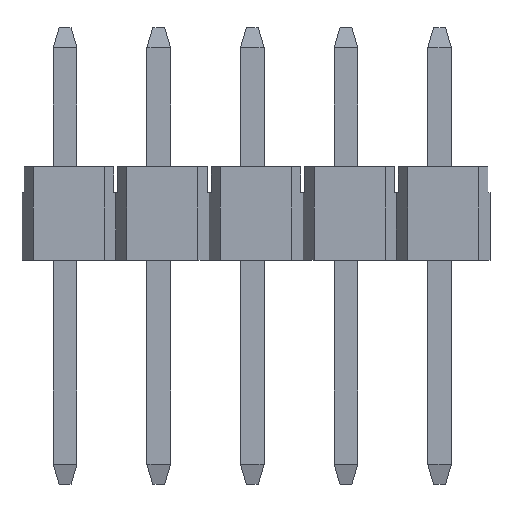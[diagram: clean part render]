
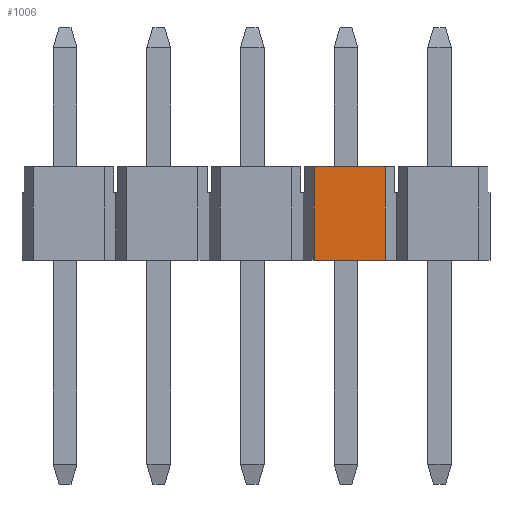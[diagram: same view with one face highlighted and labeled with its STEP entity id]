
A CAD part, top view. The second image highlights one B-rep face of the part: STEP entity #1006.
In plain terms, the highlighted planar face has unit normal (0, 0, 1).
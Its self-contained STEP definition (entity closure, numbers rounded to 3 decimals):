
#944=VERTEX_POINT('',#2494);
#1006=ADVANCED_FACE('',(#2565),#2566,.T.);
#1070=EDGE_CURVE('',#1110,#2102,#2636,.T.);
#1086=EDGE_CURVE('',#1534,#1110,#2653,.T.);
#1110=VERTEX_POINT('',#2679);
#1422=EDGE_CURVE('',#944,#2102,#3022,.T.);
#1534=VERTEX_POINT('',#3147);
#2102=VERTEX_POINT('',#3782);
#2176=EDGE_CURVE('',#1534,#944,#3858,.T.);
#2494=CARTESIAN_POINT('',(1.675,-2.54,1.253));
#2565=FACE_OUTER_BOUND('',#4360,.T.);
#2566=PLANE('',#4361);
#2636=LINE('',#4454,#4455);
#2653=LINE('',#4479,#4480);
#2679=CARTESIAN_POINT('',(3.605,0.,1.253));
#3022=LINE('',#5020,#5021);
#3147=CARTESIAN_POINT('',(1.675,0.,1.253));
#3782=CARTESIAN_POINT('',(3.605,-2.54,1.253));
#3858=LINE('',#6232,#6233);
#4360=EDGE_LOOP('',(#6677,#6678,#6679,#6680));
#4361=AXIS2_PLACEMENT_3D('',#6681,#6682,#6683);
#4454=CARTESIAN_POINT('',(3.605,0.,1.253));
#4455=VECTOR('',#6745,1.0);
#4479=CARTESIAN_POINT('',(1.675,0.,1.253));
#4480=VECTOR('',#6759,1.0);
#5020=CARTESIAN_POINT('',(1.675,-2.54,1.253));
#5021=VECTOR('',#7127,1.0);
#6232=CARTESIAN_POINT('',(1.675,0.,1.253));
#6233=VECTOR('',#8005,1.0);
#6677=ORIENTED_EDGE('',*,*,#1422,.T.);
#6678=ORIENTED_EDGE('',*,*,#1070,.F.);
#6679=ORIENTED_EDGE('',*,*,#1086,.F.);
#6680=ORIENTED_EDGE('',*,*,#2176,.T.);
#6681=CARTESIAN_POINT('',(1.675,0.,1.253));
#6682=DIRECTION('',(0.0,0.,1.0));
#6683=DIRECTION('',(-1.0,0.0,0.0));
#6745=DIRECTION('',(0.0,-1.0,0.));
#6759=DIRECTION('',(1.0,0.0,0.0));
#7127=DIRECTION('',(1.0,0.0,0.0));
#8005=DIRECTION('',(0.0,-1.0,0.));
